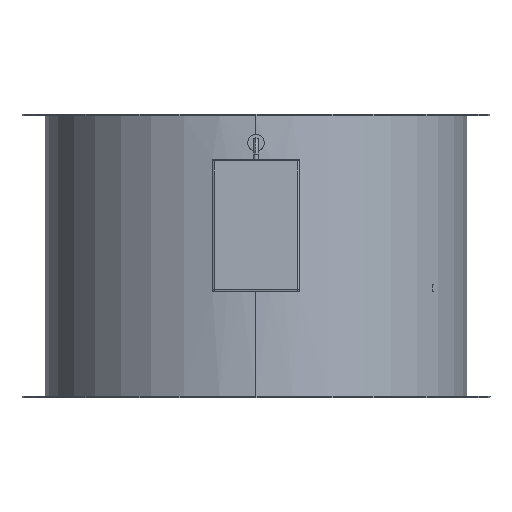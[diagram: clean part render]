
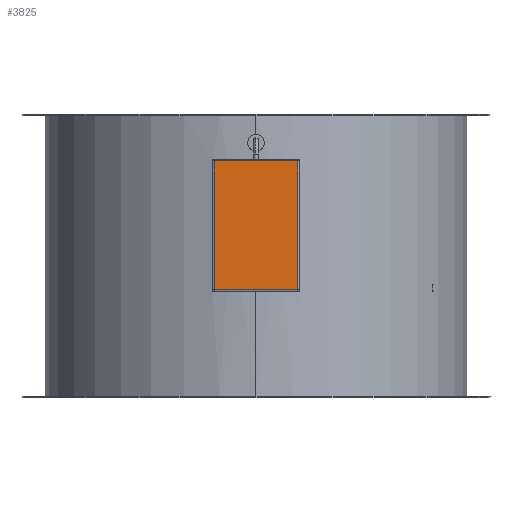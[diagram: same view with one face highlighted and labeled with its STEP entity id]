
A CAD part, left-side view. The second image highlights one B-rep face of the part: STEP entity #3825.
In plain terms, the highlighted planar face has unit normal (-1, 0, 0).
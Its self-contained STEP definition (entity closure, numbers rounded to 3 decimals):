
#1830 = EDGE_CURVE ( 'NONE', #32767, #56491, #31094, .T. ) ;
#3825 = ADVANCED_FACE ( 'NONE', ( #13796 ), #8222, .T. ) ;
#7289 = CARTESIAN_POINT ( 'NONE',  ( -297., 47.5, 104. ) ) ;
#7540 = CARTESIAN_POINT ( 'NONE',  ( -297., -45.5, 106. ) ) ;
#8222 = PLANE ( 'NONE',  #48481 ) ;
#8534 = ORIENTED_EDGE ( 'NONE', *, *, #30006, .T. ) ;
#13796 = FACE_OUTER_BOUND ( 'NONE', #35038, .T. ) ;
#14318 = LINE ( 'NONE', #7289, #39446 ) ;
#14853 = VERTEX_POINT ( 'NONE', #59352 ) ;
#18911 = EDGE_CURVE ( 'NONE', #56491, #14853, #51280, .T. ) ;
#21971 = CARTESIAN_POINT ( 'NONE',  ( -297., -47.5, -37. ) ) ;
#24983 = LINE ( 'NONE', #7540, #40982 ) ;
#30006 = EDGE_CURVE ( 'NONE', #39708, #32767, #14318, .T. ) ;
#31094 = LINE ( 'NONE', #70847, #57848 ) ;
#32767 = VERTEX_POINT ( 'NONE', #50854 ) ;
#33132 = DIRECTION ( 'NONE',  ( 0., -1., 0. ) ) ;
#35038 = EDGE_LOOP ( 'NONE', ( #59657, #8534, #60305, #44360 ) ) ;
#37188 = DIRECTION ( 'NONE',  ( 0., 0., 1. ) ) ;
#39446 = VECTOR ( 'NONE', #47411, 1000. ) ;
#39708 = VERTEX_POINT ( 'NONE', #49068 ) ;
#40285 = CARTESIAN_POINT ( 'NONE',  ( -297., 45.5, -37. ) ) ;
#40982 = VECTOR ( 'NONE', #52853, 1000. ) ;
#42603 = DIRECTION ( 'NONE',  ( 0., 0., -1. ) ) ;
#44180 = VECTOR ( 'NONE', #33132, 1000. ) ;
#44360 = ORIENTED_EDGE ( 'NONE', *, *, #18911, .T. ) ;
#45177 = EDGE_CURVE ( 'NONE', #14853, #39708, #24983, .T. ) ;
#47411 = DIRECTION ( 'NONE',  ( 0., 1., 0. ) ) ;
#47977 = CARTESIAN_POINT ( 'NONE',  ( -297., 0., 33.5 ) ) ;
#48481 = AXIS2_PLACEMENT_3D ( 'NONE', #47977, #60193, #37188 ) ;
#49068 = CARTESIAN_POINT ( 'NONE',  ( -297., -45.5, 104. ) ) ;
#50854 = CARTESIAN_POINT ( 'NONE',  ( -297., 45.5, 104. ) ) ;
#51280 = LINE ( 'NONE', #21971, #44180 ) ;
#52853 = DIRECTION ( 'NONE',  ( 0., 0., 1. ) ) ;
#56491 = VERTEX_POINT ( 'NONE', #40285 ) ;
#57848 = VECTOR ( 'NONE', #42603, 1000. ) ;
#59352 = CARTESIAN_POINT ( 'NONE',  ( -297., -45.5, -37. ) ) ;
#59657 = ORIENTED_EDGE ( 'NONE', *, *, #45177, .T. ) ;
#60193 = DIRECTION ( 'NONE',  ( -1., 0., 0. ) ) ;
#60305 = ORIENTED_EDGE ( 'NONE', *, *, #1830, .T. ) ;
#70847 = CARTESIAN_POINT ( 'NONE',  ( -297., 45.5, -39. ) ) ;
